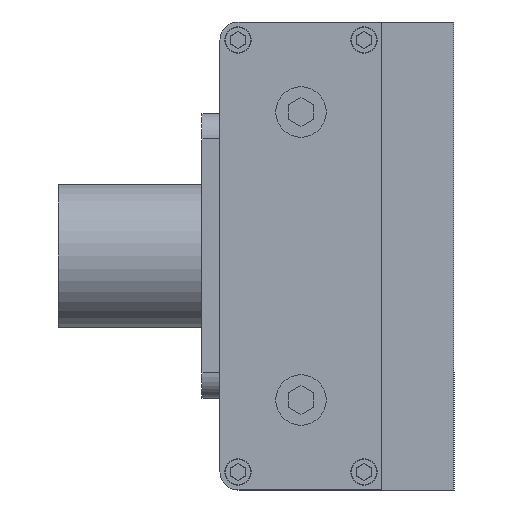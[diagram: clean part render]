
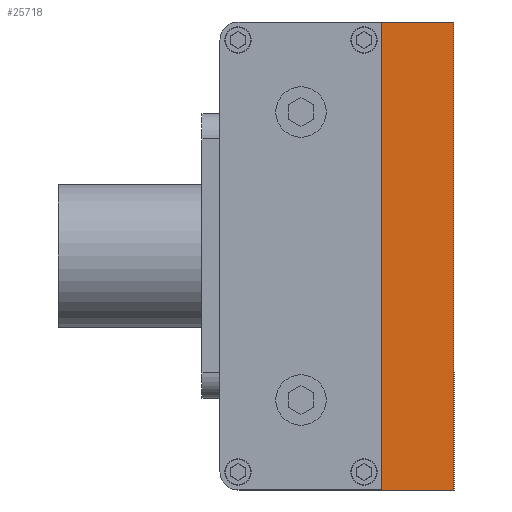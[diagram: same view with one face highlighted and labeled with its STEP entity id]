
A CAD part, left-side view. The second image highlights one B-rep face of the part: STEP entity #25718.
In plain terms, the highlighted planar face has unit normal (-1, 0, 0).
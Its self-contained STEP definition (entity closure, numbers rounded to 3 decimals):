
#970 = CARTESIAN_POINT ( 'NONE',  ( -509., -20., 65. ) ) ;
#1551 = VECTOR ( 'NONE', #15993, 1000. ) ;
#2590 = VECTOR ( 'NONE', #29114, 1000. ) ;
#3968 = VERTEX_POINT ( 'NONE', #6988 ) ;
#4666 = VECTOR ( 'NONE', #7951, 1000. ) ;
#6136 = FACE_OUTER_BOUND ( 'NONE', #23437, .T. ) ;
#6622 = VERTEX_POINT ( 'NONE', #10124 ) ;
#6988 = CARTESIAN_POINT ( 'NONE',  ( -509., 0., -65. ) ) ;
#7759 = LINE ( 'NONE', #10803, #4666 ) ;
#7951 = DIRECTION ( 'NONE',  ( 0., 0., -1. ) ) ;
#8329 = CARTESIAN_POINT ( 'NONE',  ( -509., -20., 65. ) ) ;
#10018 = LINE ( 'NONE', #27931, #31065 ) ;
#10124 = CARTESIAN_POINT ( 'NONE',  ( -509., -20., -65. ) ) ;
#10803 = CARTESIAN_POINT ( 'NONE',  ( -509., 0., 65. ) ) ;
#11865 = PLANE ( 'NONE',  #32457 ) ;
#13713 = VERTEX_POINT ( 'NONE', #28464 ) ;
#14094 = EDGE_CURVE ( 'NONE', #6622, #3968, #22258, .T. ) ;
#15993 = DIRECTION ( 'NONE',  ( 0., 1., 0. ) ) ;
#16548 = EDGE_CURVE ( 'NONE', #13713, #3968, #7759, .T. ) ;
#20123 = EDGE_CURVE ( 'NONE', #34833, #13713, #10018, .T. ) ;
#22079 = CARTESIAN_POINT ( 'NONE',  ( -509., -20., -65. ) ) ;
#22258 = LINE ( 'NONE', #22079, #1551 ) ;
#23437 = EDGE_LOOP ( 'NONE', ( #23873, #36858, #31410, #24882 ) ) ;
#23873 = ORIENTED_EDGE ( 'NONE', *, *, #16548, .T. ) ;
#24882 = ORIENTED_EDGE ( 'NONE', *, *, #20123, .T. ) ;
#25718 = ADVANCED_FACE ( 'NONE', ( #6136 ), #11865, .F. ) ;
#26228 = EDGE_CURVE ( 'NONE', #34833, #6622, #34486, .T. ) ;
#27931 = CARTESIAN_POINT ( 'NONE',  ( -509., -20., 65. ) ) ;
#28464 = CARTESIAN_POINT ( 'NONE',  ( -509., 0., 65. ) ) ;
#29114 = DIRECTION ( 'NONE',  ( 0., 0., -1. ) ) ;
#29340 = CARTESIAN_POINT ( 'NONE',  ( -509., -20., 65. ) ) ;
#31065 = VECTOR ( 'NONE', #34050, 1000. ) ;
#31410 = ORIENTED_EDGE ( 'NONE', *, *, #26228, .F. ) ;
#32457 = AXIS2_PLACEMENT_3D ( 'NONE', #970, #35153, #32856 ) ;
#32856 = DIRECTION ( 'NONE',  ( 0., 0., -1. ) ) ;
#34050 = DIRECTION ( 'NONE',  ( 0., 1., 0. ) ) ;
#34486 = LINE ( 'NONE', #8329, #2590 ) ;
#34833 = VERTEX_POINT ( 'NONE', #29340 ) ;
#35153 = DIRECTION ( 'NONE',  ( 1., 0., 0. ) ) ;
#36858 = ORIENTED_EDGE ( 'NONE', *, *, #14094, .F. ) ;
